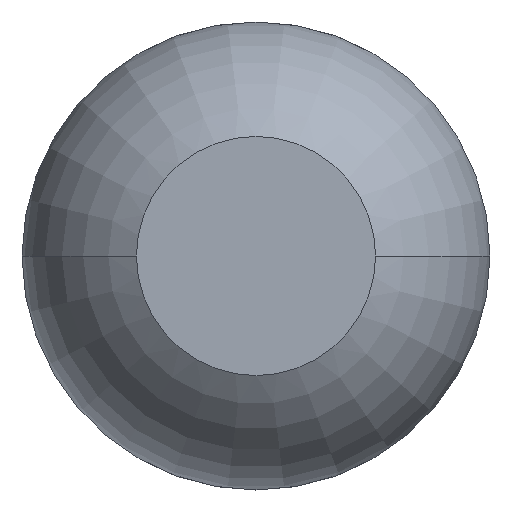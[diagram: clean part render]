
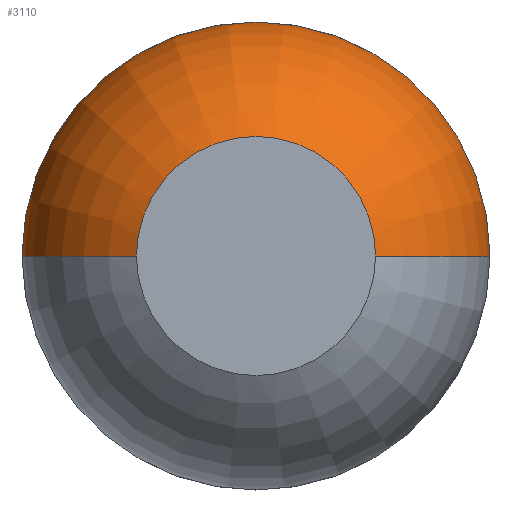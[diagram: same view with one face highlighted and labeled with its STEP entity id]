
A CAD part, front view. The second image highlights one B-rep face of the part: STEP entity #3110.
In plain terms, the highlighted toroidal (fillet/blend) face has major radius 0.035 mm and minor radius 0.65 mm.
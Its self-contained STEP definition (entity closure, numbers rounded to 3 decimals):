
#58 = CIRCLE ( 'NONE', #3216, 0.35 ) ;
#262 = CARTESIAN_POINT ( 'NONE',  ( -0.035, -24.431, 0. ) ) ;
#280 = DIRECTION ( 'NONE',  ( 0., -1., 0. ) ) ;
#286 = ORIENTED_EDGE ( 'NONE', *, *, #318, .T. ) ;
#311 = EDGE_CURVE ( 'NONE', #3256, #2802, #1869, .T. ) ;
#318 = EDGE_CURVE ( 'Defeature ausgef�hrt1_2+Defeature ausgef�hrt1_1+Defeature ausgef�hrt1_1+Defeature ausgef�hrt1_1', #3256, #3444, #1694, .T. ) ;
#611 = CARTESIAN_POINT ( 'NONE',  ( 0.35, -25., 0. ) ) ;
#713 = ORIENTED_EDGE ( 'NONE', *, *, #311, .F. ) ;
#1073 = CARTESIAN_POINT ( 'NONE',  ( 0.035, -24.431, 0. ) ) ;
#1122 = DIRECTION ( 'NONE',  ( 1., 0., 0. ) ) ;
#1417 = ORIENTED_EDGE ( 'NONE', *, *, #1795, .F. ) ;
#1648 = DIRECTION ( 'NONE',  ( 0., 0., 1. ) ) ;
#1669 = DIRECTION ( 'NONE',  ( -1., 0., 0. ) ) ;
#1694 = CIRCLE ( 'NONE', #2160, 0.685 ) ;
#1795 = EDGE_CURVE ( 'Defeature ausgef�hrt1_24+Defeature ausgef�hrt1_2+Defeature ausgef�hrt1_2+Defeature ausgef�hrt1_2', #2802, #3299, #58, .T. ) ;
#1837 = DIRECTION ( 'NONE',  ( 1., 0., 0. ) ) ;
#1869 = CIRCLE ( 'NONE', #2324, 0.65 ) ;
#1933 = CARTESIAN_POINT ( 'NONE',  ( 0., -24.431, 0. ) ) ;
#1952 = DIRECTION ( 'NONE',  ( 0., -1., 0. ) ) ;
#2003 = CARTESIAN_POINT ( 'NONE',  ( 0.685, -24.431, 0. ) ) ;
#2045 = EDGE_LOOP ( 'NONE', ( #286, #2610, #1417, #713 ) ) ;
#2160 = AXIS2_PLACEMENT_3D ( 'NONE', #3295, #1952, #1122 ) ;
#2173 = AXIS2_PLACEMENT_3D ( 'NONE', #262, #1648, #2756 ) ;
#2176 = DIRECTION ( 'NONE',  ( 0., 0., -1. ) ) ;
#2205 = CARTESIAN_POINT ( 'NONE',  ( -0.685, -24.431, 0. ) ) ;
#2324 = AXIS2_PLACEMENT_3D ( 'NONE', #1073, #2176, #1669 ) ;
#2340 = AXIS2_PLACEMENT_3D ( 'NONE', #1933, #280, #2444 ) ;
#2444 = DIRECTION ( 'NONE',  ( 1., 0., 0. ) ) ;
#2466 = TOROIDAL_SURFACE ( 'NONE', #2340, 0.035, 0.65 ) ;
#2610 = ORIENTED_EDGE ( 'NONE', *, *, #3062, .T. ) ;
#2756 = DIRECTION ( 'NONE',  ( 1., 0., 0. ) ) ;
#2802 = VERTEX_POINT ( 'NONE', #611 ) ;
#2824 = CARTESIAN_POINT ( 'NONE',  ( 0., -25., 0. ) ) ;
#3062 = EDGE_CURVE ( 'NONE', #3444, #3299, #3224, .T. ) ;
#3071 = FACE_OUTER_BOUND ( 'NONE', #2045, .T. ) ;
#3110 = ADVANCED_FACE ( 'Defeature ausgef�hrt1_2', ( #3071 ), #2466, .T. ) ;
#3210 = CARTESIAN_POINT ( 'NONE',  ( -0.35, -25., 0. ) ) ;
#3216 = AXIS2_PLACEMENT_3D ( 'NONE', #2824, #3228, #1837 ) ;
#3224 = CIRCLE ( 'NONE', #2173, 0.65 ) ;
#3228 = DIRECTION ( 'NONE',  ( 0., -1., 0. ) ) ;
#3256 = VERTEX_POINT ( 'NONE', #2003 ) ;
#3295 = CARTESIAN_POINT ( 'NONE',  ( 0., -24.431, 0. ) ) ;
#3299 = VERTEX_POINT ( 'NONE', #3210 ) ;
#3444 = VERTEX_POINT ( 'NONE', #2205 ) ;
